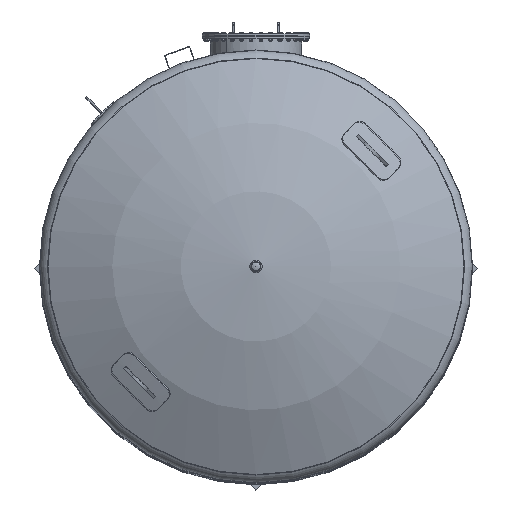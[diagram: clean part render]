
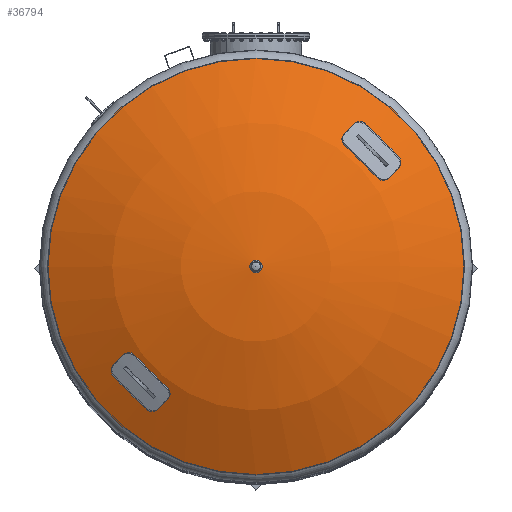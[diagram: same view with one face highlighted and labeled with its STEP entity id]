
A CAD part, top view. The second image highlights one B-rep face of the part: STEP entity #36794.
In plain terms, the highlighted spherical face has radius 2907 mm.
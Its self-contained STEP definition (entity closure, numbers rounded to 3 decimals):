
#5408=CARTESIAN_POINT('',(-30.15,0.,6772.469));
#5409=VERTEX_POINT('',#5408);
#5410=CARTESIAN_POINT('',(0.0,0.0,6772.469));
#5411=DIRECTION('',(0.0,0.0,-1.0));
#5412=DIRECTION('',(1.0,0.0,0.0));
#5413=AXIS2_PLACEMENT_3D('',#5410,#5411,#5412);
#5414=CIRCLE('',#5413,30.15);
#5415=EDGE_CURVE('',#5409,#5409,#5414,.T.);
#36775=CARTESIAN_POINT('',(0.0,0.0,3865.625));
#36776=DIRECTION('',(0.0,0.0,1.0));
#36777=DIRECTION('',(1.0,0.0,0.0));
#36778=AXIS2_PLACEMENT_3D('',#36775,#36776,#36777);
#36779=SPHERICAL_SURFACE('',#36778,2907.);
#36780=ORIENTED_EDGE('',*,*,#5415,.T.);
#36781=EDGE_LOOP('',(#36780));
#36782=FACE_OUTER_BOUND('',#36781,.T.);
#36783=CARTESIAN_POINT('',(1396.12,0.0,6415.429));
#36784=VERTEX_POINT('',#36783);
#36785=CARTESIAN_POINT('',(0.,0.0,6415.429));
#36786=DIRECTION('',(0.0,0.0,-1.0));
#36787=DIRECTION('',(1.0,0.0,0.0));
#36788=AXIS2_PLACEMENT_3D('',#36785,#36786,#36787);
#36789=CIRCLE('',#36788,1396.12);
#36790=EDGE_CURVE('',#36784,#36784,#36789,.T.);
#36791=ORIENTED_EDGE('',*,*,#36790,.F.);
#36792=EDGE_LOOP('',(#36791));
#36793=FACE_BOUND('',#36792,.T.);
#36794=ADVANCED_FACE('',(#36782,#36793),#36779,.T.);
